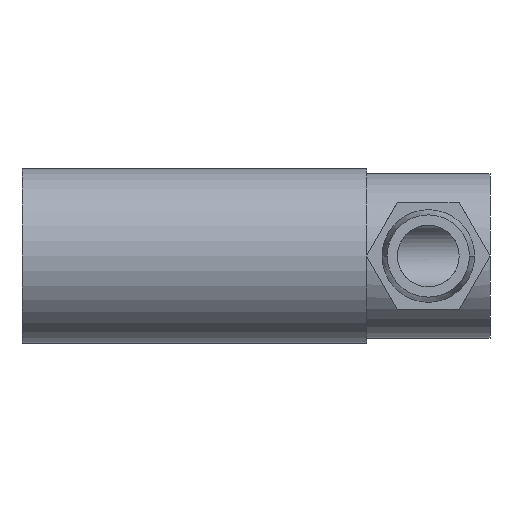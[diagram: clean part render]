
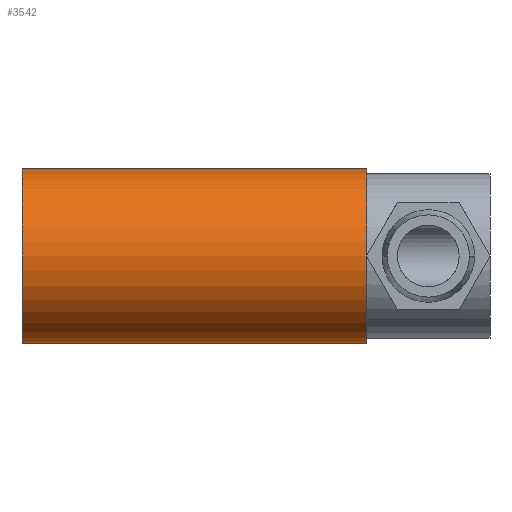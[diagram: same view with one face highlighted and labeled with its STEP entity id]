
A CAD part, front view. The second image highlights one B-rep face of the part: STEP entity #3542.
In plain terms, the highlighted cylindrical face has radius 8.5 mm (diameter 17 mm), a partial arc.
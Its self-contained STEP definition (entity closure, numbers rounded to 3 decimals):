
#54 = VERTEX_POINT ( 'NONE', #4646 ) ;
#155 = EDGE_CURVE ( 'NONE', #4327, #1106, #5053, .T. ) ;
#456 = DIRECTION ( 'NONE',  ( -1., 0., 0. ) ) ;
#469 = FACE_OUTER_BOUND ( 'NONE', #5035, .T. ) ;
#1106 = VERTEX_POINT ( 'NONE', #5424 ) ;
#1135 = CARTESIAN_POINT ( 'NONE',  ( 33.5, 0., 0. ) ) ;
#1498 = AXIS2_PLACEMENT_3D ( 'NONE', #8716, #6708, #3811 ) ;
#1784 = EDGE_CURVE ( 'NONE', #54, #1106, #4907, .T. ) ;
#1794 = CARTESIAN_POINT ( 'NONE',  ( 0., 0., 8.5 ) ) ;
#2734 = CARTESIAN_POINT ( 'NONE',  ( 33.5, 0., -8.5 ) ) ;
#3026 = ORIENTED_EDGE ( 'NONE', *, *, #155, .T. ) ;
#3177 = DIRECTION ( 'NONE',  ( 0., 0., 1. ) ) ;
#3193 = CYLINDRICAL_SURFACE ( 'NONE', #4064, 8.5 ) ;
#3246 = VERTEX_POINT ( 'NONE', #2734 ) ;
#3518 = AXIS2_PLACEMENT_3D ( 'NONE', #1135, #456, #3177 ) ;
#3542 = ADVANCED_FACE ( 'NONE', ( #469 ), #3193, .T. ) ;
#3738 = ORIENTED_EDGE ( 'NONE', *, *, #6975, .T. ) ;
#3790 = CIRCLE ( 'NONE', #3518, 8.5 ) ;
#3811 = DIRECTION ( 'NONE',  ( 0., 0., 1. ) ) ;
#3821 = CARTESIAN_POINT ( 'NONE',  ( 0., 0., 0. ) ) ;
#4064 = AXIS2_PLACEMENT_3D ( 'NONE', #3821, #7970, #5863 ) ;
#4327 = VERTEX_POINT ( 'NONE', #7434 ) ;
#4425 = ORIENTED_EDGE ( 'NONE', *, *, #1784, .F. ) ;
#4646 = CARTESIAN_POINT ( 'NONE',  ( 0., 0., -8.5 ) ) ;
#4907 = CIRCLE ( 'NONE', #1498, 8.5 ) ;
#5035 = EDGE_LOOP ( 'NONE', ( #6881, #3738, #3026, #4425 ) ) ;
#5053 = LINE ( 'NONE', #1794, #6064 ) ;
#5424 = CARTESIAN_POINT ( 'NONE',  ( 0., 0., 8.5 ) ) ;
#5475 = CARTESIAN_POINT ( 'NONE',  ( 0., 0., -8.5 ) ) ;
#5523 = DIRECTION ( 'NONE',  ( -1., 0., 0. ) ) ;
#5863 = DIRECTION ( 'NONE',  ( 0., 0., 1. ) ) ;
#6064 = VECTOR ( 'NONE', #7142, 1000. ) ;
#6708 = DIRECTION ( 'NONE',  ( -1., 0., 0. ) ) ;
#6881 = ORIENTED_EDGE ( 'NONE', *, *, #7958, .F. ) ;
#6975 = EDGE_CURVE ( 'NONE', #3246, #4327, #3790, .T. ) ;
#7142 = DIRECTION ( 'NONE',  ( -1., 0., 0. ) ) ;
#7434 = CARTESIAN_POINT ( 'NONE',  ( 33.5, 0., 8.5 ) ) ;
#7437 = LINE ( 'NONE', #5475, #7657 ) ;
#7657 = VECTOR ( 'NONE', #5523, 1000. ) ;
#7958 = EDGE_CURVE ( 'NONE', #3246, #54, #7437, .T. ) ;
#7970 = DIRECTION ( 'NONE',  ( -1., 0., 0. ) ) ;
#8716 = CARTESIAN_POINT ( 'NONE',  ( 0., 0., 0. ) ) ;
